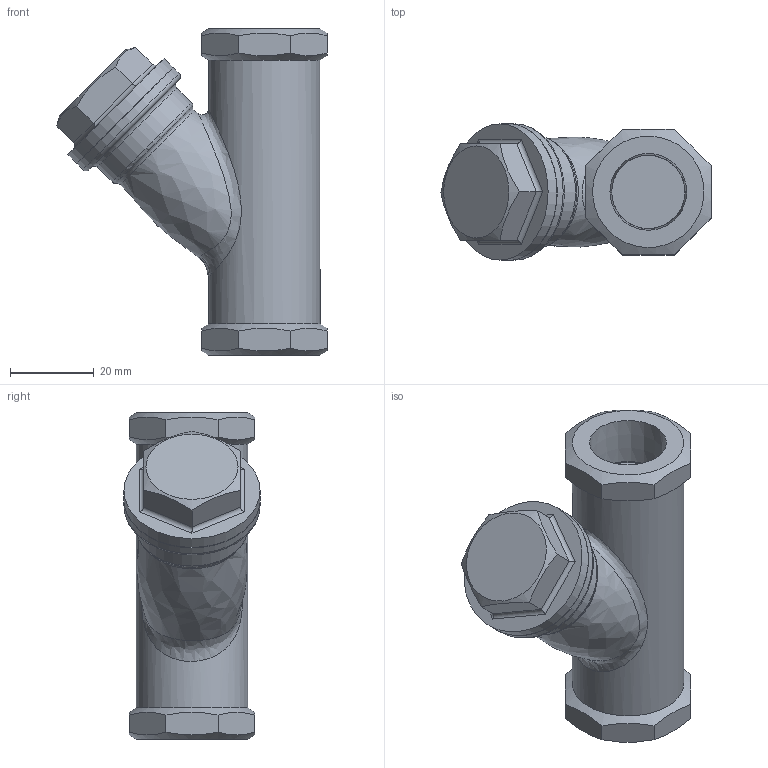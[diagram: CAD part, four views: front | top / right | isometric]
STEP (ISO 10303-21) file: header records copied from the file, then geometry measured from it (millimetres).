
FILE_DESCRIPTION((''),'2;1');
FILE_NAME('y3000-015-screw-00.stp','2012-02-29T13:19:24',('nakaot'),(''),'Autodesk Inventor 2012','Autodesk Inventor 2012','');
FILE_SCHEMA(('AUTOMOTIVE_DESIGN { 1 0 10303 214 1 1 1 1 }'));
Length unit declared in the file: millimetre
Products named in the file (1): y3000-015-screw-00
Bounding box: 64.54 x 32.5 x 78 mm (x, y, z)
Volume: 62754.1 mm3; surface area: 14127.4 mm2
Topology: 1 solids, 1 shells, 59 faces, 133 edges, 84 vertices
Faces by surface type: plane 33, cylinder 13, cone 7, bspline 3, torus 3
Full cylindrical faces by diameter (mm): 17.475 x2, 24 x1, 26.6 x1, 26.839 x1, 32.5 x2
Entity records: 2211 total; most frequent: CARTESIAN_POINT 1096, ORIENTED_EDGE 214, DIRECTION 208, EDGE_CURVE 107, AXIS2_PLACEMENT_3D 87, EDGE_LOOP 86, VERTEX_POINT 77, FACE_OUTER_BOUND 59
